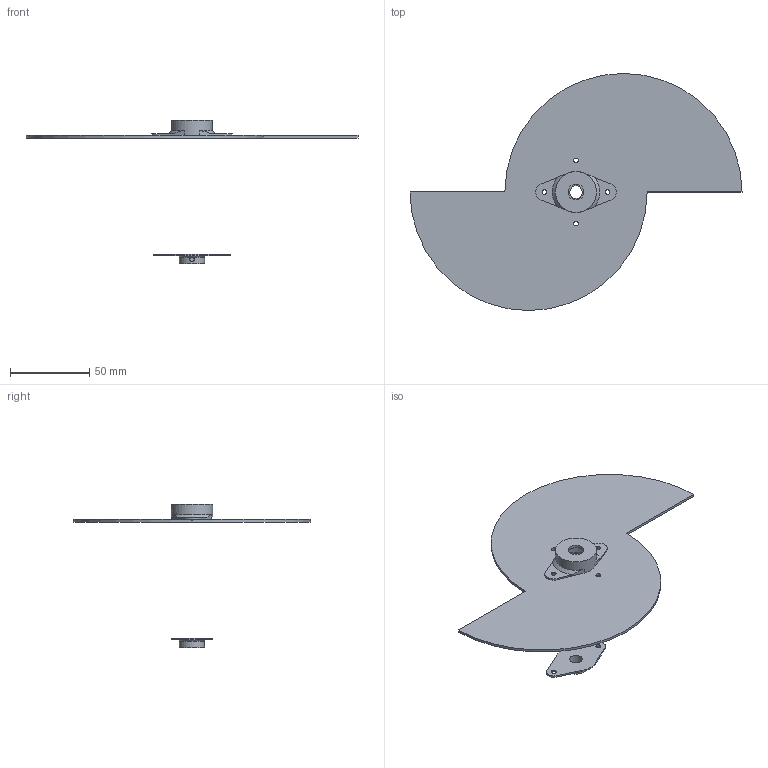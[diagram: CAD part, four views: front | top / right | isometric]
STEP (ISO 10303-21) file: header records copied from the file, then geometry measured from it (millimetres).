
FILE_DESCRIPTION(/* description */ (''),/* implementation_level */ '2;1');
FILE_NAME(/* name */ 'Savonius Turbine.step',/* time_stamp */ '2025-04-24T12:12:33-05:00',/* author */ (''),/* organization */ (''),/* preprocessor_version */ 'ST-DEVELOPER v20.1',/* originating_system */ 'Autodesk Translation Framework v14.4.0.0',/* authorisation */ '');
FILE_SCHEMA (('AUTOMOTIVE_DESIGN { 1 0 10303 214 3 1 1 }'));
Length unit declared in the file: millimetre
Products named in the file (4): (Unsaved); Turbine; Bearing Cap; Solid 8mm shaft mount
Assembly tree (3 placements, depth 3):
  (Unsaved)
    Turbine
      Bearing Cap
      Solid 8mm shaft mount
Bounding box: 210 x 150 x 90.5 mm (x, y, z)
Volume: 31592 mm3; surface area: 40596.7 mm2
Topology: 3 solids, 3 shells, 57 faces, 147 edges, 97 vertices
Faces by surface type: plane 31, cylinder 23, cone 3
Full cylindrical faces by diameter (mm): 2.8 x1, 3 x8, 8 x1, 10 x1, 16 x1, 22 x1, 23 x1, 26 x1
Entity records: 1965 total; most frequent: CARTESIAN_POINT 386, DIRECTION 324, ORIENTED_EDGE 294, EDGE_CURVE 147, AXIS2_PLACEMENT_3D 122, VERTEX_POINT 97, EDGE_LOOP 82, LINE 80
